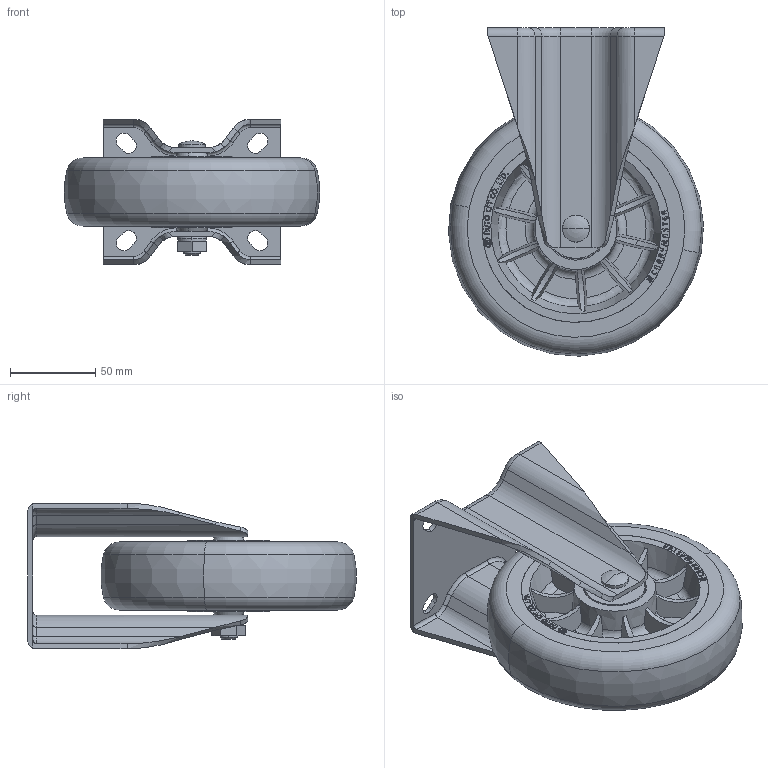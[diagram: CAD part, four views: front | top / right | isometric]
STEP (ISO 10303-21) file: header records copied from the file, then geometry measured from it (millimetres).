
FILE_DESCRIPTION (( 'STEP AP203' ), '1' );
FILE_NAME ('ACLMU-150RF.STEP', '2015-09-23T07:08:16', ( 'WON SINCHUL' ), ( 'Hewlett-Packard Company' ), 'SwSTEP 2.0', 'SolidWorks 2015', '' );
FILE_SCHEMA (( 'CONFIG_CONTROL_DESIGN' ));
Length unit declared in the file: millimetre
Products named in the file (1): ACLMU-150RF
Bounding box: 149.6 x 192.55 x 85.48 mm (x, y, z)
Volume: 658475.3 mm3; surface area: 184496.8 mm2
Topology: 7 solids, 7 shells, 1316 faces, 3582 edges, 2349 vertices
Faces by surface type: plane 709, bspline 308, cylinder 197, torus 72, cone 30
Entity records: 47863 total; most frequent: CARTESIAN_POINT 16764, ORIENTED_EDGE 7160, DIRECTION 5258, EDGE_CURVE 3580, VERTEX_POINT 2349, VECTOR 2120, LINE 2120, AXIS2_PLACEMENT_3D 1569
